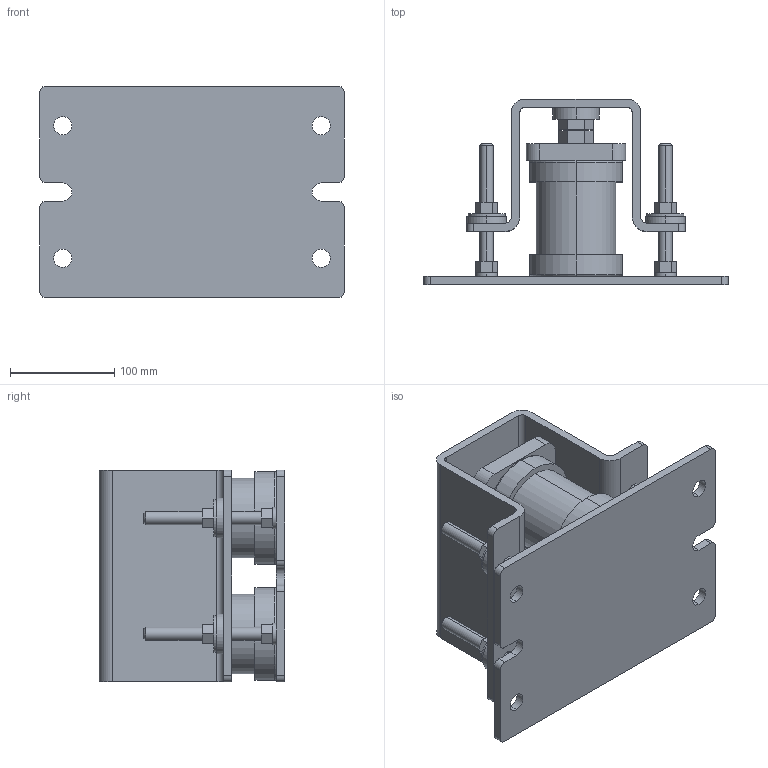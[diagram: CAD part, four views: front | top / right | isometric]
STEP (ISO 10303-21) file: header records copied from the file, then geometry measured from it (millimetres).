
FILE_DESCRIPTION (( 'STEP AP203' ), '1' );
FILE_NAME ('SMSR-2-BF Rev B.STEP', '2024-12-05T14:11:32', ( '' ), ( '' ), 'SwSTEP 2.0', 'SolidWorks 2016', '' );
FILE_SCHEMA (( 'CONFIG_CONTROL_DESIGN' ));
Length unit declared in the file: inch
Products named in the file (1): SMSR-2-BF Rev B
Bounding box: 292.1 x 177.8 x 203.2 mm (x, y, z)
Volume: 2746675.6 mm3; surface area: 424715.6 mm2
Topology: 1 solids, 1 shells, 280 faces, 682 edges, 432 vertices
Faces by surface type: plane 172, cylinder 92, cone 8, torus 8
Entity records: 8373 total; most frequent: DIRECTION 1504, CARTESIAN_POINT 1455, ORIENTED_EDGE 1364, EDGE_CURVE 682, AXIS2_PLACEMENT_3D 545, VERTEX_POINT 432, LINE 414, VECTOR 414
